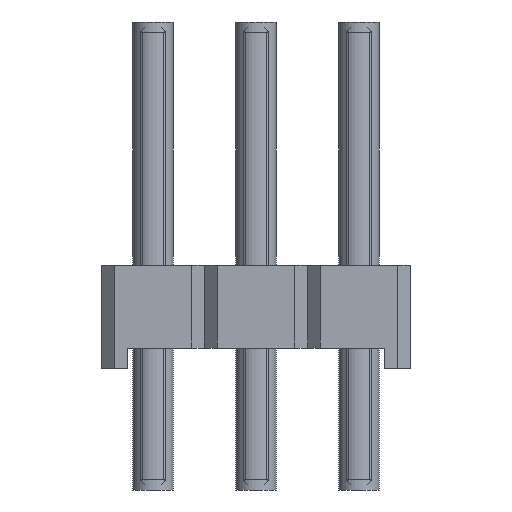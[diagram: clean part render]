
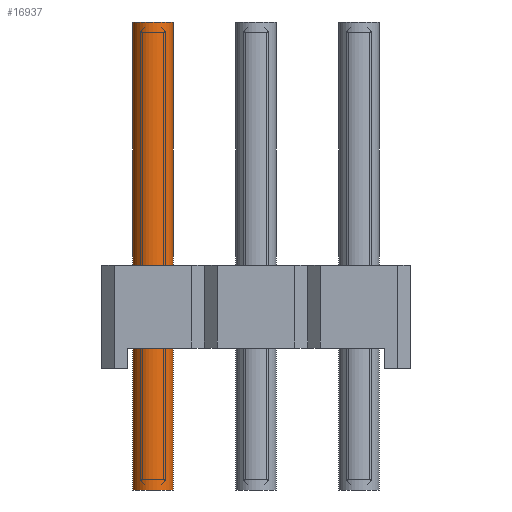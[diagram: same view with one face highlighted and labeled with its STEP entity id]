
A CAD part, left-side view. The second image highlights one B-rep face of the part: STEP entity #16937.
In plain terms, the highlighted cylindrical face has radius 0.5 mm (diameter 1 mm), a full revolution.
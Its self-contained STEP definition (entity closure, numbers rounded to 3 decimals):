
#347=CIRCLE('',#17838,0.5);
#348=CIRCLE('',#17839,0.5);
#1008=CYLINDRICAL_SURFACE('',#17837,0.5);
#1445=ORIENTED_EDGE('',*,*,#6463,.F.);
#1446=ORIENTED_EDGE('',*,*,#6464,.T.);
#6463=EDGE_CURVE('',#8981,#8981,#347,.T.);
#6464=EDGE_CURVE('',#8982,#8982,#348,.T.);
#8981=VERTEX_POINT('',#24565);
#8982=VERTEX_POINT('',#24567);
#14393=EDGE_LOOP('',(#1445));
#14394=EDGE_LOOP('',(#1446));
#15405=FACE_BOUND('',#14393,.T.);
#15406=FACE_BOUND('',#14394,.T.);
#16937=ADVANCED_FACE('',(#15405,#15406),#1008,.F.);
#17837=AXIS2_PLACEMENT_3D('',#24563,#19502,#19503);
#17838=AXIS2_PLACEMENT_3D('',#24564,#19504,#19505);
#17839=AXIS2_PLACEMENT_3D('',#24566,#19506,#19507);
#19502=DIRECTION('',(0.,0.,1.));
#19503=DIRECTION('',(1.,0.,0.));
#19504=DIRECTION('',(0.,0.,-1.));
#19505=DIRECTION('',(1.,0.,0.));
#19506=DIRECTION('',(0.,0.,-1.));
#19507=DIRECTION('',(1.,0.,0.));
#24563=CARTESIAN_POINT('',(0.,0.,0.));
#24564=CARTESIAN_POINT('',(0.,0.,11.54));
#24565=CARTESIAN_POINT('',(0.5,0.,11.54));
#24566=CARTESIAN_POINT('',(0.,0.,0.));
#24567=CARTESIAN_POINT('',(0.5,0.,0.));
